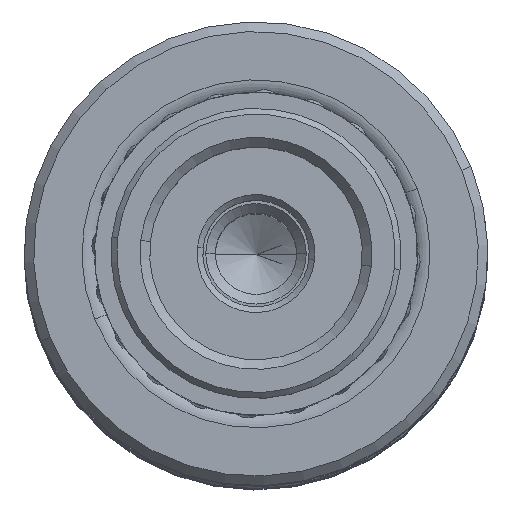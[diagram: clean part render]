
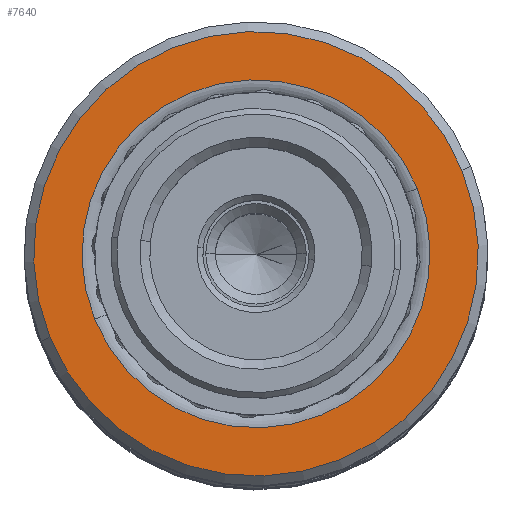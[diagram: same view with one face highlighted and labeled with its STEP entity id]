
A CAD part, top view. The second image highlights one B-rep face of the part: STEP entity #7640.
In plain terms, the highlighted face is planar.
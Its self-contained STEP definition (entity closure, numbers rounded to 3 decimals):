
#966 = AXIS2_PLACEMENT_3D ( 'NONE', #21194, #5426, #23808 ) ;
#1106 = CARTESIAN_POINT ( 'NONE',  ( -11.5, 0., 0. ) ) ;
#2108 = CARTESIAN_POINT ( 'NONE',  ( -9., 0., 0. ) ) ;
#2506 = VERTEX_POINT ( 'NONE', #2108 ) ;
#2768 = EDGE_CURVE ( 'NONE', #16033, #11330, #27968, .T. ) ;
#3912 = ORIENTED_EDGE ( 'NONE', *, *, #5031, .T. ) ;
#4818 = EDGE_LOOP ( 'NONE', ( #32983, #6693 ) ) ;
#5031 = EDGE_CURVE ( 'NONE', #10829, #2506, #5560, .T. ) ;
#5426 = DIRECTION ( 'NONE',  ( 0., 0., -1. ) ) ;
#5540 = PLANE ( 'NONE',  #31605 ) ;
#5546 = AXIS2_PLACEMENT_3D ( 'NONE', #8527, #26954, #11189 ) ;
#5560 = CIRCLE ( 'NONE', #21903, 9. ) ;
#6570 = EDGE_LOOP ( 'NONE', ( #3912, #33946 ) ) ;
#6693 = ORIENTED_EDGE ( 'NONE', *, *, #32397, .T. ) ;
#6709 = FACE_BOUND ( 'NONE', #6570, .T. ) ;
#7640 = ADVANCED_FACE ( 'NONE', ( #6709, #13748 ), #5540, .F. ) ;
#7973 = CIRCLE ( 'NONE', #21158, 9. ) ;
#8282 = DIRECTION ( 'NONE',  ( 1., 0., 0. ) ) ;
#8527 = CARTESIAN_POINT ( 'NONE',  ( 0., 0., 0. ) ) ;
#10826 = CARTESIAN_POINT ( 'NONE',  ( 0., 0., 0. ) ) ;
#10829 = VERTEX_POINT ( 'NONE', #27718 ) ;
#11189 = DIRECTION ( 'NONE',  ( 1., 0., 0. ) ) ;
#11330 = VERTEX_POINT ( 'NONE', #1106 ) ;
#13085 = CARTESIAN_POINT ( 'NONE',  ( 0., 0., 0. ) ) ;
#13487 = DIRECTION ( 'NONE',  ( 1., 0., 0. ) ) ;
#13748 = FACE_OUTER_BOUND ( 'NONE', #4818, .T. ) ;
#15733 = DIRECTION ( 'NONE',  ( 1., 0., 0. ) ) ;
#16033 = VERTEX_POINT ( 'NONE', #23731 ) ;
#21158 = AXIS2_PLACEMENT_3D ( 'NONE', #13085, #31488, #15733 ) ;
#21194 = CARTESIAN_POINT ( 'NONE',  ( 0., 0., 0. ) ) ;
#21423 = CARTESIAN_POINT ( 'NONE',  ( 0., 0., 0. ) ) ;
#21903 = AXIS2_PLACEMENT_3D ( 'NONE', #10826, #29226, #13487 ) ;
#23731 = CARTESIAN_POINT ( 'NONE',  ( 11.5, 0., 0. ) ) ;
#23808 = DIRECTION ( 'NONE',  ( 1., 0., 0. ) ) ;
#24056 = DIRECTION ( 'NONE',  ( 0., 0., 1. ) ) ;
#26039 = EDGE_CURVE ( 'NONE', #2506, #10829, #7973, .T. ) ;
#26954 = DIRECTION ( 'NONE',  ( 0., 0., -1. ) ) ;
#27718 = CARTESIAN_POINT ( 'NONE',  ( 9., 0., 0. ) ) ;
#27968 = CIRCLE ( 'NONE', #5546, 11.5 ) ;
#29226 = DIRECTION ( 'NONE',  ( 0., 0., 1. ) ) ;
#30569 = CIRCLE ( 'NONE', #966, 11.5 ) ;
#31488 = DIRECTION ( 'NONE',  ( 0., 0., 1. ) ) ;
#31605 = AXIS2_PLACEMENT_3D ( 'NONE', #21423, #24056, #8282 ) ;
#32397 = EDGE_CURVE ( 'NONE', #11330, #16033, #30569, .T. ) ;
#32983 = ORIENTED_EDGE ( 'NONE', *, *, #2768, .T. ) ;
#33946 = ORIENTED_EDGE ( 'NONE', *, *, #26039, .T. ) ;
